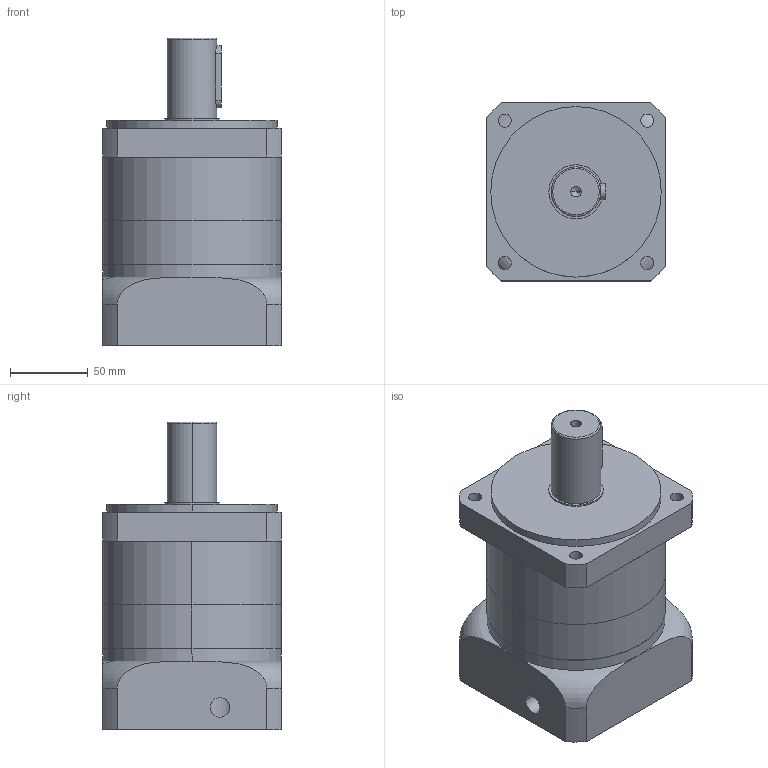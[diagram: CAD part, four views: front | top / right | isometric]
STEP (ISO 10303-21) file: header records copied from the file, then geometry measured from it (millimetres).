
FILE_DESCRIPTION (( 'STEP AP214' ), '1' );
FILE_NAME ('DH120-L2-XX-19-70-90-M6_2019.STEP', '2019-03-14T01:31:32', ( 'Y' ), ( 'NCU' ), 'SwSTEP 2.0', 'SolidWorks 2016', '' );
FILE_SCHEMA (( 'AUTOMOTIVE_DESIGN' ));
Length unit declared in the file: millimetre
Products named in the file (1): DH120-L2-XX-19-70-90-M6_2019
Bounding box: 115.5 x 115.5 x 198.5 mm (x, y, z)
Volume: 1610907.6 mm3; surface area: 174854.4 mm2
Topology: 5 solids, 13 shells, 255 faces, 565 edges, 360 vertices
Faces by surface type: plane 118, cylinder 105, cone 26, torus 6
Entity records: 8625 total; most frequent: CARTESIAN_POINT 1847, DIRECTION 1268, ORIENTED_EDGE 1110, EDGE_CURVE 555, AXIS2_PLACEMENT_3D 477, VERTEX_POINT 360, LINE 314, VECTOR 314
